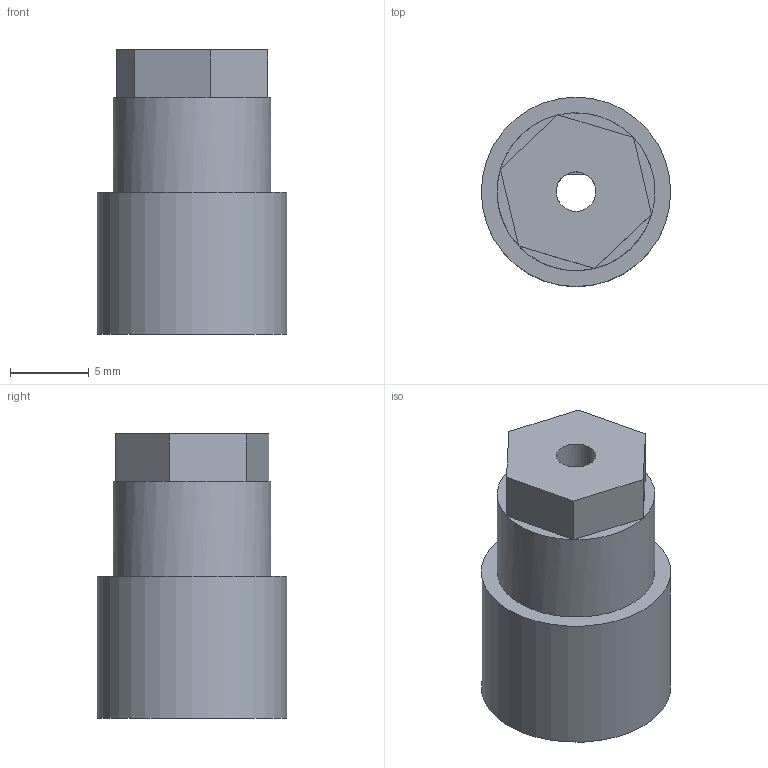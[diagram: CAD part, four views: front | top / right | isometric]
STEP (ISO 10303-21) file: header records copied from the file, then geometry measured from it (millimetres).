
FILE_DESCRIPTION(('FreeCAD Model'),'2;1');
FILE_NAME('Axe_Moteur_Roue.step','2015-11-25T22:33:04',('Author'),(''), 'Open CASCADE STEP processor 6.8','FreeCAD','Unknown');
FILE_SCHEMA(('AUTOMOTIVE_DESIGN_CC2 { 1 2 10303 214 -1 1 5 4 }'));
Length unit declared in the file: millimetre
Products named in the file (2): ASSEMBLY; Fillet
Assembly tree (1 placements, depth 2):
  ASSEMBLY
    Fillet
Bounding box: 12 x 12 x 18 mm (x, y, z)
Volume: 1565.4 mm3; surface area: 994 mm2
Topology: 1 solids, 1 shells, 24 faces, 47 edges, 26 vertices
Faces by surface type: plane 18, cylinder 5, torus 1
Full cylindrical faces by diameter (mm): 2.5 x1, 10 x1, 12 x1
Entity records: 2502 total; most frequent: CARTESIAN_POINT 1501, DIRECTION 188, LINE 102, VECTOR 102, ORIENTED_EDGE 94, PCURVE 94, DEFINITIONAL_REPRESENTATION 94, EDGE_CURVE 47
